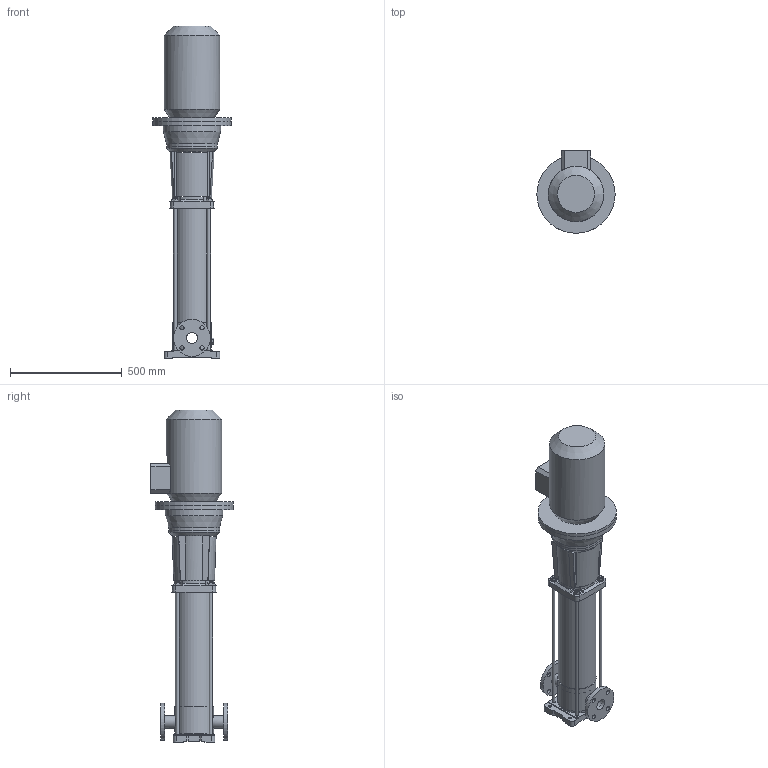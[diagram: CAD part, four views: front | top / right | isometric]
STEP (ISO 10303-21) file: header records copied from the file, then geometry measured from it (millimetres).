
FILE_DESCRIPTION(/* description */ ('-'),/* implementation_level */ '2;1');
FILE_NAME(/* name */ 'EV 15-11 F',/* time_stamp */ '2018-11-06T10:49:01+01:00',/* author */ ('Simonelli M.'),/* organization */ ('Franklin Electric'),/* preprocessor_version */ 'ST-DEVELOPER v16.7',/* originating_system */ 'DEX',/* authorisation */ $);
FILE_SCHEMA (('AUTOMOTIVE_DESIGN {1 0 10303 214 3 1 1}'));
Length unit declared in the file: millimetre
Products named in the file (12): 15-20 B5; BASE 15-20; CORPO 15-20; CAMICIA 15-20; ADATTATORE LUNGO 15-20; TIRANTE M14; RONDELLA M14; DADO M14; COPRIGIUNTO LUNGO 30-45-65-95; MEC 160 [11kW] B5 - LAFERT; FLANGIA 160-180
Assembly tree (20 placements, depth 2):
  15-20 B5
    BASE 15-20
    CORPO 15-20
    CAMICIA 15-20
    ADATTATORE LUNGO 15-20
    TIRANTE M14  x4
    RONDELLA M14  x4
    DADO M14  x4
    COPRIGIUNTO LUNGO 30-45-65-95  x2
    MEC 160 [11kW] B5 - LAFERT
    FLANGIA 160-180
  (unnamed)
Bounding box: 350 x 369 x 1485.1 mm (x, y, z)
Volume: 30416959.5 mm3; surface area: 2450550.4 mm2
Topology: 22 solids, 22 shells, 321 faces, 745 edges, 488 vertices
Faces by surface type: plane 208, cylinder 102, cone 11
Full cylindrical faces by diameter (mm): 13 x4, 14 x8, 14.95 x2, 15 x12, 17 x2, 19 x8, 28 x4, 32 x1, 50 x1, 57 x2, 74 x1, 126 x2, 165 x3, 168 x2, 168.5 x1, 174 x2, 185 x1, 188 x1, 201 x2, 212 x1, 228 x2, 241 x1, 248 x1, 250 x2, 257 x1, 350 x2
Entity records: 8680 total; most frequent: CARTESIAN_POINT 1922, DIRECTION 1278, ORIENTED_EDGE 1040, EDGE_CURVE 520, AXIS2_PLACEMENT_3D 495, EDGE_LOOP 385, FACE_BOUND 385, VERTEX_POINT 373
